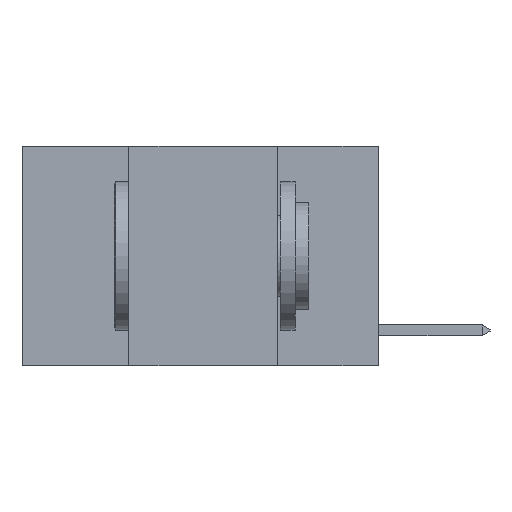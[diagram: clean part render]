
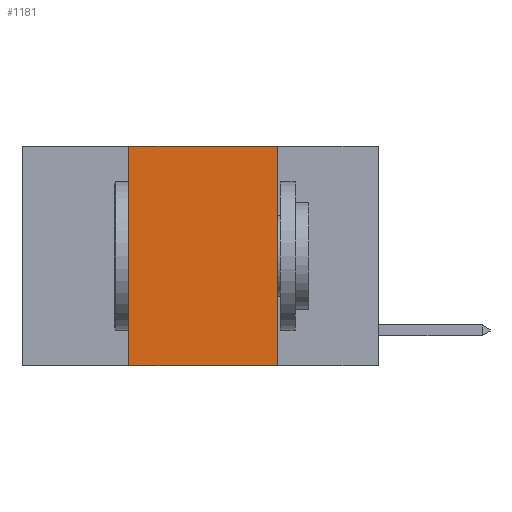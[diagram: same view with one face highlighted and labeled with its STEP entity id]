
A CAD part, left-side view. The second image highlights one B-rep face of the part: STEP entity #1181.
In plain terms, the highlighted planar face has unit normal (-1, 0, 0).
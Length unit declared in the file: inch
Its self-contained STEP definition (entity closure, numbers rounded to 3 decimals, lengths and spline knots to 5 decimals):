
#60 = VERTEX_POINT ( 'NONE', #7660 ) ;
#69 = EDGE_CURVE ( 'NONE', #1830, #1414, #4072, .T. ) ;
#455 = DIRECTION ( 'NONE',  ( 0., 0., -1. ) ) ;
#546 = CARTESIAN_POINT ( 'NONE',  ( 0., 0.17, 0. ) ) ;
#770 = CARTESIAN_POINT ( 'NONE',  ( 0., 0.17, -0.37 ) ) ;
#804 = CARTESIAN_POINT ( 'NONE',  ( 0., 0.6, 0. ) ) ;
#1181 = ADVANCED_FACE ( 'NONE', ( #2942 ), #3308, .F. ) ;
#1295 = EDGE_CURVE ( 'NONE', #1414, #6337, #1854, .T. ) ;
#1414 = VERTEX_POINT ( 'NONE', #9499 ) ;
#1830 = VERTEX_POINT ( 'NONE', #6645 ) ;
#1854 = LINE ( 'NONE', #546, #9450 ) ;
#2051 = EDGE_CURVE ( 'NONE', #60, #1830, #6269, .T. ) ;
#2911 = DIRECTION ( 'NONE',  ( 0., 0., -1. ) ) ;
#2942 = FACE_OUTER_BOUND ( 'NONE', #8699, .T. ) ;
#3027 = DIRECTION ( 'NONE',  ( 1., 0., 0. ) ) ;
#3308 = PLANE ( 'NONE',  #6342 ) ;
#3411 = CARTESIAN_POINT ( 'NONE',  ( 0., 0.6, 0. ) ) ;
#3888 = VECTOR ( 'NONE', #6325, 39.37008 ) ;
#4072 = LINE ( 'NONE', #804, #7326 ) ;
#4129 = ORIENTED_EDGE ( 'NONE', *, *, #9287, .T. ) ;
#5174 = CARTESIAN_POINT ( 'NONE',  ( 0., 0.42, 0. ) ) ;
#5260 = DIRECTION ( 'NONE',  ( 0., 0., 1. ) ) ;
#5427 = ORIENTED_EDGE ( 'NONE', *, *, #2051, .F. ) ;
#6148 = LINE ( 'NONE', #8477, #3888 ) ;
#6269 = LINE ( 'NONE', #5174, #7952 ) ;
#6325 = DIRECTION ( 'NONE',  ( 0., -1., 0. ) ) ;
#6337 = VERTEX_POINT ( 'NONE', #770 ) ;
#6342 = AXIS2_PLACEMENT_3D ( 'NONE', #3411, #3027, #2911 ) ;
#6645 = CARTESIAN_POINT ( 'NONE',  ( 0., 0.42, 0. ) ) ;
#7021 = ORIENTED_EDGE ( 'NONE', *, *, #1295, .F. ) ;
#7326 = VECTOR ( 'NONE', #8232, 39.37008 ) ;
#7647 = ORIENTED_EDGE ( 'NONE', *, *, #69, .F. ) ;
#7660 = CARTESIAN_POINT ( 'NONE',  ( 0., 0.42, -0.37 ) ) ;
#7952 = VECTOR ( 'NONE', #5260, 39.37008 ) ;
#8232 = DIRECTION ( 'NONE',  ( 0., -1., 0. ) ) ;
#8477 = CARTESIAN_POINT ( 'NONE',  ( 0., 0.6, -0.37 ) ) ;
#8699 = EDGE_LOOP ( 'NONE', ( #7021, #7647, #5427, #4129 ) ) ;
#9287 = EDGE_CURVE ( 'NONE', #60, #6337, #6148, .T. ) ;
#9450 = VECTOR ( 'NONE', #455, 39.37008 ) ;
#9499 = CARTESIAN_POINT ( 'NONE',  ( 0., 0.17, 0. ) ) ;
